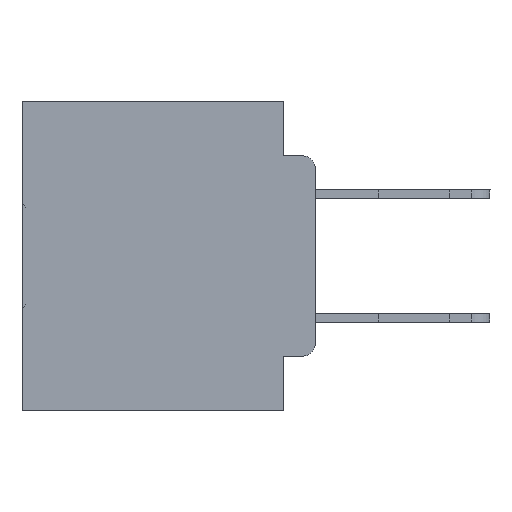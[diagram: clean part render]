
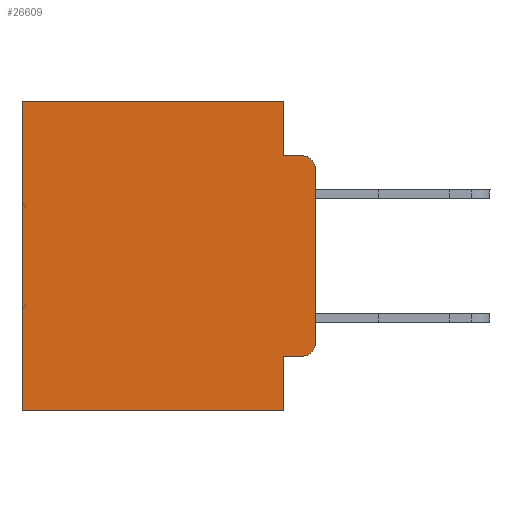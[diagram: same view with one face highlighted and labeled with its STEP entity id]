
A CAD part, left-side view. The second image highlights one B-rep face of the part: STEP entity #26609.
In plain terms, the highlighted planar face has unit normal (-1, 0, 0).
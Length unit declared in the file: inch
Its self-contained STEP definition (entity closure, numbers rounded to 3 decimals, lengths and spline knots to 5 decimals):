
#441 = CARTESIAN_POINT ( 'NONE',  ( 0.298, 0.473, 0. ) ) ;
#805 = DIRECTION ( 'NONE',  ( 0., 0., -1. ) ) ;
#4195 = ORIENTED_EDGE ( 'NONE', *, *, #28006, .F. ) ;
#4291 = VECTOR ( 'NONE', #16798, 39.37008 ) ;
#5469 = LINE ( 'NONE', #23344, #6307 ) ;
#5508 = CARTESIAN_POINT ( 'NONE',  ( 0.298, 0.02, -0.4115 ) ) ;
#6257 = DIRECTION ( 'NONE',  ( 0., 0., -1. ) ) ;
#6307 = VECTOR ( 'NONE', #28617, 39.37008 ) ;
#6752 = ORIENTED_EDGE ( 'NONE', *, *, #11186, .F. ) ;
#6957 = VERTEX_POINT ( 'NONE', #7599 ) ;
#7005 = EDGE_CURVE ( 'NONE', #27100, #23507, #28454, .T. ) ;
#7067 = DIRECTION ( 'NONE',  ( 0., 1., 0. ) ) ;
#7530 = CARTESIAN_POINT ( 'NONE',  ( 0.298, 0.051, -0.0885 ) ) ;
#7599 = CARTESIAN_POINT ( 'NONE',  ( 0.298, 0.473, -0.5 ) ) ;
#7742 = LINE ( 'NONE', #9141, #13704 ) ;
#7792 = CARTESIAN_POINT ( 'NONE',  ( 0.298, 0.473, 0. ) ) ;
#7854 = EDGE_LOOP ( 'NONE', ( #31248, #24698, #25938, #4195, #33106, #35082, #6752, #26839, #21778, #30548 ) ) ;
#8114 = VECTOR ( 'NONE', #18842, 39.37008 ) ;
#8313 = EDGE_CURVE ( 'NONE', #24164, #6957, #16268, .T. ) ;
#8861 = CARTESIAN_POINT ( 'NONE',  ( 0.298, 0.051, 0. ) ) ;
#9141 = CARTESIAN_POINT ( 'NONE',  ( 0.298, 0.051, -0.0885 ) ) ;
#9879 = VERTEX_POINT ( 'NONE', #12857 ) ;
#10256 = LINE ( 'NONE', #30419, #4291 ) ;
#11186 = EDGE_CURVE ( 'NONE', #9879, #6957, #29275, .T. ) ;
#11548 = EDGE_CURVE ( 'NONE', #20602, #9879, #25818, .T. ) ;
#12857 = CARTESIAN_POINT ( 'NONE',  ( 0.298, 0.051, -0.5 ) ) ;
#12979 = VECTOR ( 'NONE', #805, 39.37008 ) ;
#13420 = VERTEX_POINT ( 'NONE', #29036 ) ;
#13704 = VECTOR ( 'NONE', #33847, 39.37008 ) ;
#14409 = DIRECTION ( 'NONE',  ( 0., 1., 0. ) ) ;
#14450 = CIRCLE ( 'NONE', #16920, 0.02 ) ;
#14527 = CARTESIAN_POINT ( 'NONE',  ( 0.298, 0., 0. ) ) ;
#14620 = CARTESIAN_POINT ( 'NONE',  ( 0.298, 0.02, -0.1085 ) ) ;
#16259 = CARTESIAN_POINT ( 'NONE',  ( 0.298, 0.02, -0.3915 ) ) ;
#16268 = LINE ( 'NONE', #7792, #8114 ) ;
#16798 = DIRECTION ( 'NONE',  ( 0., -1., 0. ) ) ;
#16920 = AXIS2_PLACEMENT_3D ( 'NONE', #16259, #19261, #21990 ) ;
#17478 = CARTESIAN_POINT ( 'NONE',  ( 0.298, 0.02, -0.0885 ) ) ;
#18842 = DIRECTION ( 'NONE',  ( 0., 0., -1. ) ) ;
#19027 = VECTOR ( 'NONE', #7067, 39.37008 ) ;
#19261 = DIRECTION ( 'NONE',  ( -1., 0., 0. ) ) ;
#19417 = EDGE_CURVE ( 'NONE', #27100, #13420, #5469, .T. ) ;
#19819 = CARTESIAN_POINT ( 'NONE',  ( 0.298, 0., 0. ) ) ;
#20602 = VERTEX_POINT ( 'NONE', #33642 ) ;
#21778 = ORIENTED_EDGE ( 'NONE', *, *, #23426, .T. ) ;
#21990 = DIRECTION ( 'NONE',  ( 0., 0., -1. ) ) ;
#22466 = FACE_OUTER_BOUND ( 'NONE', #7854, .T. ) ;
#22781 = PLANE ( 'NONE',  #26525 ) ;
#23121 = CARTESIAN_POINT ( 'NONE',  ( 0.298, 0., -0.5 ) ) ;
#23344 = CARTESIAN_POINT ( 'NONE',  ( 0.298, 0., 0. ) ) ;
#23426 = EDGE_CURVE ( 'NONE', #20602, #32770, #10256, .T. ) ;
#23507 = VERTEX_POINT ( 'NONE', #17478 ) ;
#23946 = LINE ( 'NONE', #28352, #29527 ) ;
#24164 = VERTEX_POINT ( 'NONE', #441 ) ;
#24698 = ORIENTED_EDGE ( 'NONE', *, *, #7005, .T. ) ;
#24739 = EDGE_CURVE ( 'NONE', #32770, #13420, #14450, .T. ) ;
#25143 = LINE ( 'NONE', #14527, #26435 ) ;
#25512 = DIRECTION ( 'NONE',  ( 1., 0., 0. ) ) ;
#25818 = LINE ( 'NONE', #8861, #12979 ) ;
#25938 = ORIENTED_EDGE ( 'NONE', *, *, #27448, .F. ) ;
#26435 = VECTOR ( 'NONE', #14409, 39.37008 ) ;
#26525 = AXIS2_PLACEMENT_3D ( 'NONE', #19819, #25512, #6257 ) ;
#26609 = ADVANCED_FACE ( 'NONE', ( #22466 ), #22781, .F. ) ;
#26839 = ORIENTED_EDGE ( 'NONE', *, *, #11548, .F. ) ;
#27100 = VERTEX_POINT ( 'NONE', #34834 ) ;
#27448 = EDGE_CURVE ( 'NONE', #34078, #23507, #7742, .T. ) ;
#28006 = EDGE_CURVE ( 'NONE', #32415, #34078, #23946, .T. ) ;
#28237 = DIRECTION ( 'NONE',  ( 0., 0., -1. ) ) ;
#28352 = CARTESIAN_POINT ( 'NONE',  ( 0.298, 0.051, 0. ) ) ;
#28454 = CIRCLE ( 'NONE', #29963, 0.02 ) ;
#28617 = DIRECTION ( 'NONE',  ( 0., 0., -1. ) ) ;
#29036 = CARTESIAN_POINT ( 'NONE',  ( 0.298, 0., -0.3915 ) ) ;
#29275 = LINE ( 'NONE', #23121, #19027 ) ;
#29527 = VECTOR ( 'NONE', #28237, 39.37008 ) ;
#29963 = AXIS2_PLACEMENT_3D ( 'NONE', #14620, #33836, #31288 ) ;
#30419 = CARTESIAN_POINT ( 'NONE',  ( 0.298, 0.051, -0.4115 ) ) ;
#30548 = ORIENTED_EDGE ( 'NONE', *, *, #24739, .T. ) ;
#31248 = ORIENTED_EDGE ( 'NONE', *, *, #19417, .F. ) ;
#31288 = DIRECTION ( 'NONE',  ( 0., 0., -1. ) ) ;
#31615 = EDGE_CURVE ( 'NONE', #32415, #24164, #25143, .T. ) ;
#32415 = VERTEX_POINT ( 'NONE', #34166 ) ;
#32770 = VERTEX_POINT ( 'NONE', #5508 ) ;
#33106 = ORIENTED_EDGE ( 'NONE', *, *, #31615, .T. ) ;
#33642 = CARTESIAN_POINT ( 'NONE',  ( 0.298, 0.051, -0.4115 ) ) ;
#33836 = DIRECTION ( 'NONE',  ( -1., 0., 0. ) ) ;
#33847 = DIRECTION ( 'NONE',  ( 0., -1., 0. ) ) ;
#34078 = VERTEX_POINT ( 'NONE', #7530 ) ;
#34166 = CARTESIAN_POINT ( 'NONE',  ( 0.298, 0.051, 0. ) ) ;
#34834 = CARTESIAN_POINT ( 'NONE',  ( 0.298, 0., -0.1085 ) ) ;
#35082 = ORIENTED_EDGE ( 'NONE', *, *, #8313, .T. ) ;
